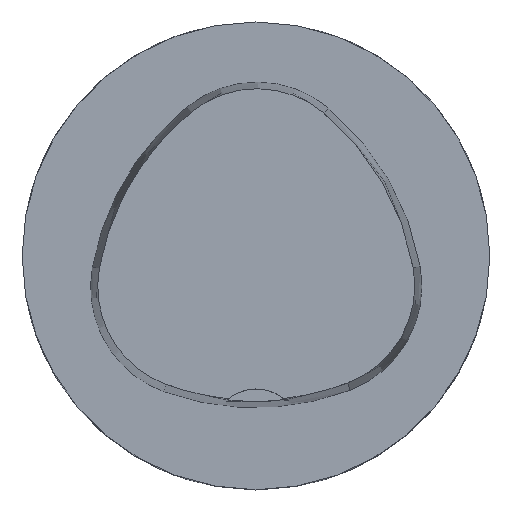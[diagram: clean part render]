
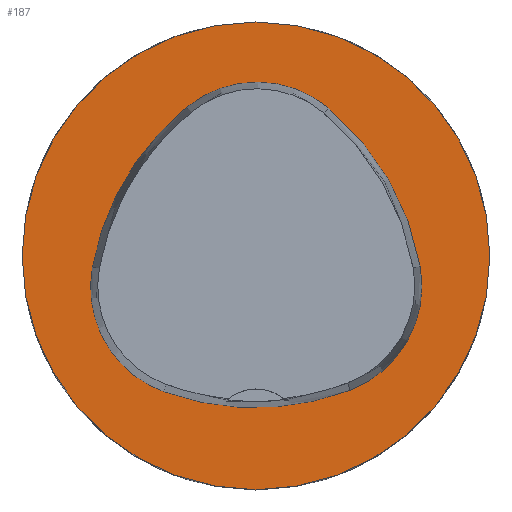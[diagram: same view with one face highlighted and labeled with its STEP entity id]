
A CAD part, top view. The second image highlights one B-rep face of the part: STEP entity #187.
In plain terms, the highlighted planar face has unit normal (0, 0, 1).
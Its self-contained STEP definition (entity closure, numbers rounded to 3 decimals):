
#125=PLANE('',#1189);
#187=ADVANCED_FACE('',(#411,#412),#125,.T.);
#411=FACE_BOUND('',#479,.T.);
#412=FACE_BOUND('',#480,.T.);
#479=EDGE_LOOP('',(#730,#731,#732,#733,#734,#735));
#480=EDGE_LOOP('',(#736));
#730=ORIENTED_EDGE('',*,*,#1001,.T.);
#731=ORIENTED_EDGE('',*,*,#981,.T.);
#732=ORIENTED_EDGE('',*,*,#985,.T.);
#733=ORIENTED_EDGE('',*,*,#988,.T.);
#734=ORIENTED_EDGE('',*,*,#991,.T.);
#735=ORIENTED_EDGE('',*,*,#999,.T.);
#736=ORIENTED_EDGE('',*,*,#919,.F.);
#817=VERTEX_POINT('',#1663);
#857=VERTEX_POINT('',#1800);
#858=VERTEX_POINT('',#1801);
#861=VERTEX_POINT('',#1809);
#863=VERTEX_POINT('',#1815);
#865=VERTEX_POINT('',#1821);
#872=VERTEX_POINT('',#1842);
#919=EDGE_CURVE('',#817,#817,#1025,.T.);
#981=EDGE_CURVE('',#857,#858,#1041,.T.);
#985=EDGE_CURVE('',#858,#861,#1043,.T.);
#988=EDGE_CURVE('',#861,#863,#1045,.T.);
#991=EDGE_CURVE('',#863,#865,#1047,.T.);
#999=EDGE_CURVE('',#865,#872,#1051,.T.);
#1001=EDGE_CURVE('',#872,#857,#1053,.T.);
#1025=CIRCLE('',#1112,31.5);
#1041=CIRCLE('',#1167,36.);
#1043=CIRCLE('',#1170,15.);
#1045=CIRCLE('',#1173,36.);
#1047=CIRCLE('',#1176,15.);
#1051=CIRCLE('',#1181,36.);
#1053=CIRCLE('',#1184,15.);
#1112=AXIS2_PLACEMENT_3D('',#1662,#1275,#1276);
#1167=AXIS2_PLACEMENT_3D('',#1799,#1427,#1428);
#1170=AXIS2_PLACEMENT_3D('',#1808,#1435,#1436);
#1173=AXIS2_PLACEMENT_3D('',#1814,#1442,#1443);
#1176=AXIS2_PLACEMENT_3D('',#1820,#1449,#1450);
#1181=AXIS2_PLACEMENT_3D('',#1843,#1461,#1462);
#1184=AXIS2_PLACEMENT_3D('',#1846,#1467,#1468);
#1189=AXIS2_PLACEMENT_3D('',#1851,#1477,#1478);
#1275=DIRECTION('',(0.,0.,-1.));
#1276=DIRECTION('',(-1.,0.,0.));
#1427=DIRECTION('',(0.,0.,-1.));
#1428=DIRECTION('',(-1.,0.,0.));
#1435=DIRECTION('',(0.,0.,-1.));
#1436=DIRECTION('',(-1.,0.,0.));
#1442=DIRECTION('',(0.,0.,-1.));
#1443=DIRECTION('',(-1.,0.,0.));
#1449=DIRECTION('',(0.,0.,-1.));
#1450=DIRECTION('',(-1.,0.,0.));
#1461=DIRECTION('',(0.,0.,-1.));
#1462=DIRECTION('',(-1.,0.,0.));
#1467=DIRECTION('',(0.,0.,-1.));
#1468=DIRECTION('',(-1.,0.,0.));
#1477=DIRECTION('',(0.,0.,1.));
#1478=DIRECTION('',(1.,0.,0.));
#1662=CARTESIAN_POINT('',(0.,0.,0.));
#1663=CARTESIAN_POINT('',(-31.5,0.,0.));
#1799=CARTESIAN_POINT('',(13.398,-7.893,0.));
#1800=CARTESIAN_POINT('',(-22.041,-1.562,0.));
#1801=CARTESIAN_POINT('',(-9.317,20.036,0.));
#1808=CARTESIAN_POINT('',(0.148,8.399,0.));
#1809=CARTESIAN_POINT('',(9.779,19.898,0.));
#1814=CARTESIAN_POINT('',(-13.337,-7.7,0.));
#1815=CARTESIAN_POINT('',(22.122,-1.48,0.));
#1820=CARTESIAN_POINT('',(7.347,-4.071,0.));
#1821=CARTESIAN_POINT('',(12.693,-18.087,0.));
#1842=CARTESIAN_POINT('',(-12.373,-18.307,0.));
#1843=CARTESIAN_POINT('',(-0.137,15.55,0.));
#1846=CARTESIAN_POINT('',(-7.275,-4.2,0.));
#1851=CARTESIAN_POINT('',(0.,0.,0.));
